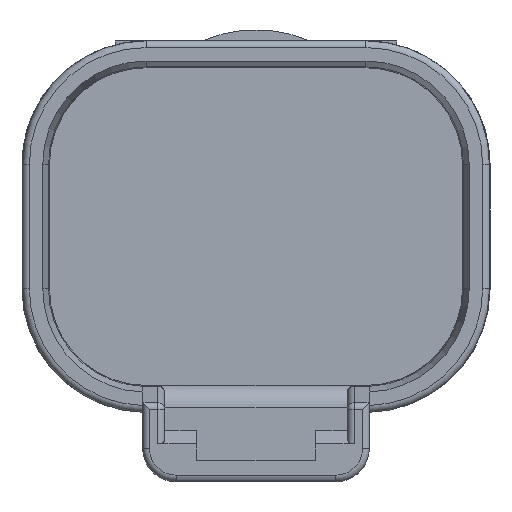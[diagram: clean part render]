
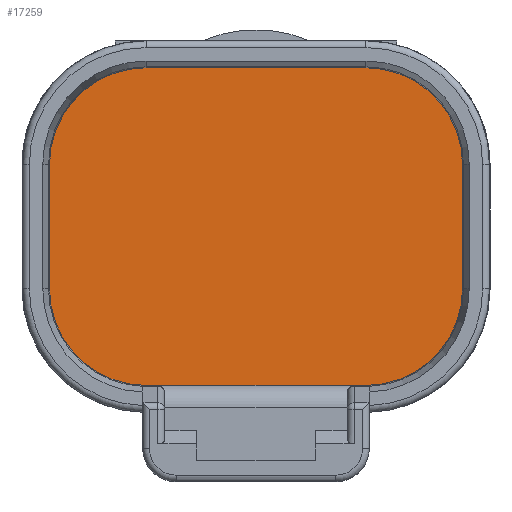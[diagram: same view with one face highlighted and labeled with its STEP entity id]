
A CAD part, front view. The second image highlights one B-rep face of the part: STEP entity #17259.
In plain terms, the highlighted planar face has unit normal (0, -1, 0).
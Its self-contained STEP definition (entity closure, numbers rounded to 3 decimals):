
#604=CARTESIAN_POINT('',(-4.9,18.1,-2.775));
#605=DIRECTION('',(0.,-1.,0.));
#606=DIRECTION('',(-1.,0.,0.));
#607=AXIS2_PLACEMENT_3D('',#604,#605,#606);
#609=DIRECTION('',(0.,0.,-1.));
#610=VECTOR('',#609,5.55);
#611=CARTESIAN_POINT('',(-9.2,18.1,2.775));
#612=LINE('',#611,#610);
#613=CARTESIAN_POINT('',(-4.9,18.1,2.775));
#614=DIRECTION('',(0.,-1.,0.));
#615=DIRECTION('',(0.,0.,1.));
#616=AXIS2_PLACEMENT_3D('',#613,#614,#615);
#618=DIRECTION('',(-1.,0.,0.));
#619=VECTOR('',#618,9.8);
#620=CARTESIAN_POINT('',(4.9,18.1,7.075));
#621=LINE('',#620,#619);
#622=CARTESIAN_POINT('',(4.9,18.1,2.775));
#623=DIRECTION('',(0.,-1.,0.));
#624=DIRECTION('',(1.,0.,0.));
#625=AXIS2_PLACEMENT_3D('',#622,#623,#624);
#627=DIRECTION('',(0.,0.,1.));
#628=VECTOR('',#627,5.55);
#629=CARTESIAN_POINT('',(9.2,18.1,-2.775));
#630=LINE('',#629,#628);
#631=CARTESIAN_POINT('',(4.9,18.1,-2.775));
#632=DIRECTION('',(0.,-1.,0.));
#633=DIRECTION('',(0.,0.,-1.));
#634=AXIS2_PLACEMENT_3D('',#631,#632,#633);
#636=DIRECTION('',(1.,0.,0.));
#637=VECTOR('',#636,9.8);
#638=CARTESIAN_POINT('',(-4.9,18.1,-7.075));
#639=LINE('',#638,#637);
#12714=CARTESIAN_POINT('',(-9.2,18.1,-2.775));
#12715=CARTESIAN_POINT('',(-4.9,18.1,-7.075));
#12716=VERTEX_POINT('',#12714);
#12717=VERTEX_POINT('',#12715);
#12718=CARTESIAN_POINT('',(4.9,18.1,-7.075));
#12719=VERTEX_POINT('',#12718);
#12720=CARTESIAN_POINT('',(9.2,18.1,-2.775));
#12721=VERTEX_POINT('',#12720);
#12722=CARTESIAN_POINT('',(9.2,18.1,2.775));
#12723=VERTEX_POINT('',#12722);
#12724=CARTESIAN_POINT('',(4.9,18.1,7.075));
#12725=VERTEX_POINT('',#12724);
#12726=CARTESIAN_POINT('',(-4.9,18.1,7.075));
#12727=VERTEX_POINT('',#12726);
#12728=CARTESIAN_POINT('',(-9.2,18.1,2.775));
#12729=VERTEX_POINT('',#12728);
#17239=CARTESIAN_POINT('',(0.,18.1,0.));
#17240=DIRECTION('',(0.,-1.,0.));
#17241=DIRECTION('',(1.,0.,0.));
#17242=AXIS2_PLACEMENT_3D('',#17239,#17240,#17241);
#17243=PLANE('',#17242);
#17245=ORIENTED_EDGE('',*,*,#17244,.F.);
#17247=ORIENTED_EDGE('',*,*,#17246,.F.);
#17249=ORIENTED_EDGE('',*,*,#17248,.F.);
#17251=ORIENTED_EDGE('',*,*,#17250,.F.);
#17253=ORIENTED_EDGE('',*,*,#17252,.F.);
#17254=ORIENTED_EDGE('',*,*,#17232,.F.);
#17255=ORIENTED_EDGE('',*,*,#16590,.F.);
#17256=ORIENTED_EDGE('',*,*,#16613,.F.);
#17257=EDGE_LOOP('',(#17245,#17247,#17249,#17251,#17253,#17254,#17255,#17256));
#17258=FACE_OUTER_BOUND('',#17257,.F.);
#17259=ADVANCED_FACE('',(#17258),#17243,.T.);
#608=CIRCLE('',#607,4.3);
#617=CIRCLE('',#616,4.3);
#626=CIRCLE('',#625,4.3);
#635=CIRCLE('',#634,4.3);
#16590=EDGE_CURVE('',#12719,#12721,#635,.T.);
#16613=EDGE_CURVE('',#12717,#12719,#639,.T.);
#17232=EDGE_CURVE('',#12721,#12723,#630,.T.);
#17244=EDGE_CURVE('',#12716,#12717,#608,.T.);
#17246=EDGE_CURVE('',#12729,#12716,#612,.T.);
#17248=EDGE_CURVE('',#12727,#12729,#617,.T.);
#17250=EDGE_CURVE('',#12725,#12727,#621,.T.);
#17252=EDGE_CURVE('',#12723,#12725,#626,.T.);
